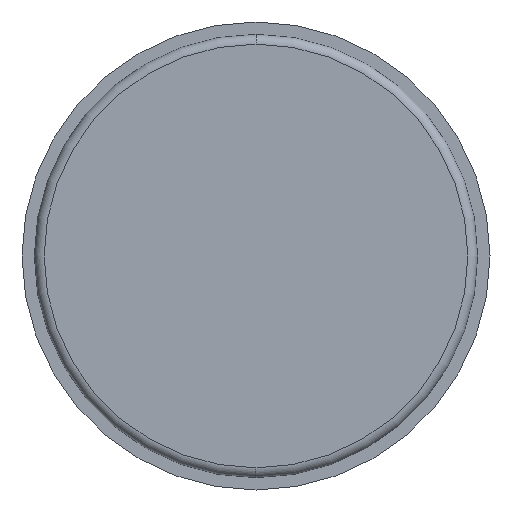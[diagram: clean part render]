
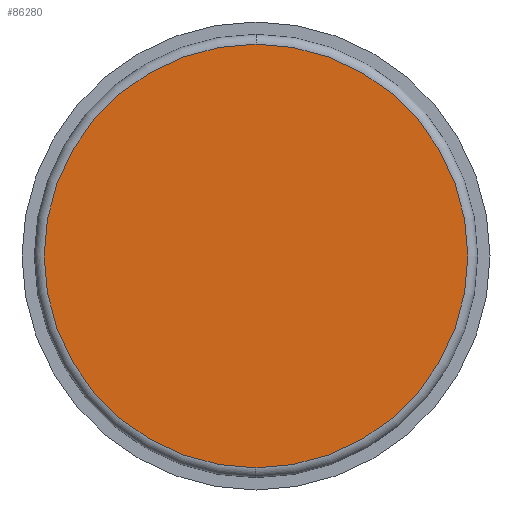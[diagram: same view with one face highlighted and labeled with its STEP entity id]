
A CAD part, front view. The second image highlights one B-rep face of the part: STEP entity #86280.
In plain terms, the highlighted planar face has unit normal (0, -1, 0).
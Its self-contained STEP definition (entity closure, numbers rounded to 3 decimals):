
#837 = CIRCLE ( 'NONE', #23153, 43. ) ;
#4141 = AXIS2_PLACEMENT_3D ( 'NONE', #87211, #35841, #84664 ) ;
#7822 = CARTESIAN_POINT ( 'NONE',  ( -23.585, -2.737, 0. ) ) ;
#8261 = DIRECTION ( 'NONE',  ( 0., 0., -1. ) ) ;
#23153 = AXIS2_PLACEMENT_3D ( 'NONE', #7822, #74824, #91996 ) ;
#30595 = VERTEX_POINT ( 'NONE', #37989 ) ;
#35504 = ORIENTED_EDGE ( 'NONE', *, *, #52654, .T. ) ;
#35841 = DIRECTION ( 'NONE',  ( 0., -1., 0. ) ) ;
#37989 = CARTESIAN_POINT ( 'NONE',  ( -23.585, -2.737, 43. ) ) ;
#52654 = EDGE_CURVE ( 'NONE', #66986, #30595, #837, .T. ) ;
#55000 = PLANE ( 'NONE',  #98107 ) ;
#66986 = VERTEX_POINT ( 'NONE', #85650 ) ;
#73191 = CARTESIAN_POINT ( 'NONE',  ( -23.585, -2.737, 0. ) ) ;
#74824 = DIRECTION ( 'NONE',  ( 0., -1., 0. ) ) ;
#77653 = EDGE_CURVE ( 'NONE', #30595, #66986, #98372, .T. ) ;
#84664 = DIRECTION ( 'NONE',  ( 0., 0., -1. ) ) ;
#85650 = CARTESIAN_POINT ( 'NONE',  ( -23.585, -2.737, -43. ) ) ;
#85837 = EDGE_LOOP ( 'NONE', ( #35504, #100850 ) ) ;
#86280 = ADVANCED_FACE ( 'NONE', ( #95753 ), #55000, .T. ) ;
#87211 = CARTESIAN_POINT ( 'NONE',  ( -23.585, -2.737, 0. ) ) ;
#91996 = DIRECTION ( 'NONE',  ( 0., 0., -1. ) ) ;
#95753 = FACE_OUTER_BOUND ( 'NONE', #85837, .T. ) ;
#98107 = AXIS2_PLACEMENT_3D ( 'NONE', #73191, #105403, #8261 ) ;
#98372 = CIRCLE ( 'NONE', #4141, 43. ) ;
#100850 = ORIENTED_EDGE ( 'NONE', *, *, #77653, .T. ) ;
#105403 = DIRECTION ( 'NONE',  ( 0., -1., 0. ) ) ;
